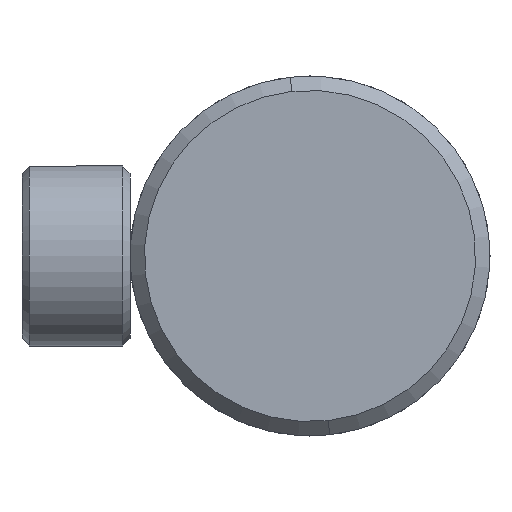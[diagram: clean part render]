
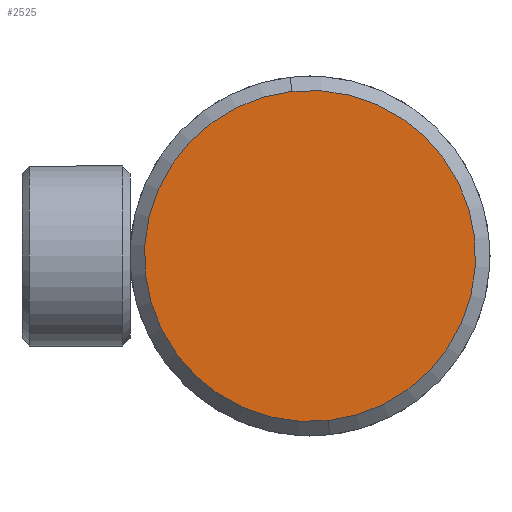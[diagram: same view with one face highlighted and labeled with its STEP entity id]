
A CAD part, left-side view. The second image highlights one B-rep face of the part: STEP entity #2525.
In plain terms, the highlighted planar face has unit normal (-1, 0, 0).
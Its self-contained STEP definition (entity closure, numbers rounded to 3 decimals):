
#108 = DIRECTION ( 'NONE',  ( 0., 0., 1. ) ) ;
#380 = EDGE_CURVE ( 'NONE', #2190, #3001, #3031, .T. ) ;
#405 = ORIENTED_EDGE ( 'NONE', *, *, #380, .F. ) ;
#590 = CARTESIAN_POINT ( 'NONE',  ( 0., 0., 23. ) ) ;
#681 = DIRECTION ( 'NONE',  ( 0., 0., -1. ) ) ;
#871 = ORIENTED_EDGE ( 'NONE', *, *, #1411, .F. ) ;
#935 = CARTESIAN_POINT ( 'NONE',  ( 0., 0., 0. ) ) ;
#1094 = AXIS2_PLACEMENT_3D ( 'NONE', #1426, #1187, #2654 ) ;
#1151 = AXIS2_PLACEMENT_3D ( 'NONE', #1593, #3037, #108 ) ;
#1187 = DIRECTION ( 'NONE',  ( 1., 0., 0. ) ) ;
#1411 = EDGE_CURVE ( 'NONE', #3001, #2190, #3047, .T. ) ;
#1426 = CARTESIAN_POINT ( 'NONE',  ( 0., 0., 0. ) ) ;
#1593 = CARTESIAN_POINT ( 'NONE',  ( 0., 0., 0. ) ) ;
#1800 = PLANE ( 'NONE',  #1151 ) ;
#2116 = EDGE_LOOP ( 'NONE', ( #405, #871 ) ) ;
#2134 = CARTESIAN_POINT ( 'NONE',  ( 0., 0., -23. ) ) ;
#2190 = VERTEX_POINT ( 'NONE', #2134 ) ;
#2370 = DIRECTION ( 'NONE',  ( 1., 0., 0. ) ) ;
#2383 = FACE_OUTER_BOUND ( 'NONE', #2116, .T. ) ;
#2525 = ADVANCED_FACE ( 'NONE', ( #2383 ), #1800, .T. ) ;
#2654 = DIRECTION ( 'NONE',  ( 0., 0., -1. ) ) ;
#2893 = AXIS2_PLACEMENT_3D ( 'NONE', #935, #2370, #681 ) ;
#3001 = VERTEX_POINT ( 'NONE', #590 ) ;
#3031 = CIRCLE ( 'NONE', #2893, 23. ) ;
#3037 = DIRECTION ( 'NONE',  ( -1., 0., 0. ) ) ;
#3047 = CIRCLE ( 'NONE', #1094, 23. ) ;
